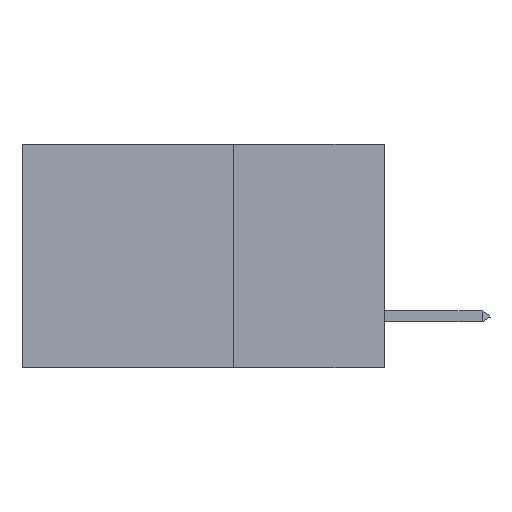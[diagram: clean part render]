
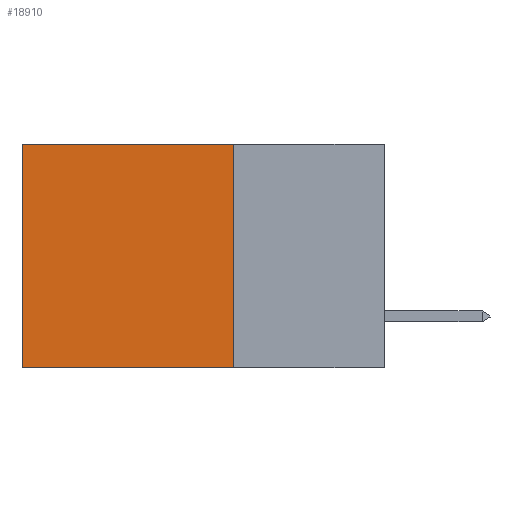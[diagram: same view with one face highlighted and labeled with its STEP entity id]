
A CAD part, left-side view. The second image highlights one B-rep face of the part: STEP entity #18910.
In plain terms, the highlighted planar face has unit normal (-1, 0, 0).
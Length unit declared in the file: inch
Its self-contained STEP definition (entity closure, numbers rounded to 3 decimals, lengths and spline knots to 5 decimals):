
#1185 = PLANE ( 'NONE',  #1410 ) ;
#1410 = AXIS2_PLACEMENT_3D ( 'NONE', #19732, #9752, #21429 ) ;
#2456 = CARTESIAN_POINT ( 'NONE',  ( 0.2875, 0.25, -0.37 ) ) ;
#3984 = CARTESIAN_POINT ( 'NONE',  ( 0.2875, 0.25, 0. ) ) ;
#4158 = DIRECTION ( 'NONE',  ( 0., 1., 0. ) ) ;
#4498 = EDGE_LOOP ( 'NONE', ( #20555, #16313, #12275, #17767 ) ) ;
#4506 = LINE ( 'NONE', #3984, #8516 ) ;
#6032 = CARTESIAN_POINT ( 'NONE',  ( 0.2875, 0.6, 0. ) ) ;
#6401 = VECTOR ( 'NONE', #4158, 39.37008 ) ;
#6940 = LINE ( 'NONE', #2456, #6401 ) ;
#7388 = VERTEX_POINT ( 'NONE', #21513 ) ;
#8293 = CARTESIAN_POINT ( 'NONE',  ( 0.2875, 0.25, 0. ) ) ;
#8363 = EDGE_CURVE ( 'NONE', #10407, #8925, #4506, .T. ) ;
#8516 = VECTOR ( 'NONE', #20835, 39.37008 ) ;
#8691 = VERTEX_POINT ( 'NONE', #19942 ) ;
#8925 = VERTEX_POINT ( 'NONE', #12320 ) ;
#9192 = CARTESIAN_POINT ( 'NONE',  ( 0.2875, 0.25, 0. ) ) ;
#9752 = DIRECTION ( 'NONE',  ( 1., 0., 0. ) ) ;
#10407 = VERTEX_POINT ( 'NONE', #9192 ) ;
#10672 = EDGE_CURVE ( 'NONE', #10407, #8691, #12187, .T. ) ;
#11666 = VECTOR ( 'NONE', #18341, 39.37008 ) ;
#12187 = LINE ( 'NONE', #8293, #11666 ) ;
#12275 = ORIENTED_EDGE ( 'NONE', *, *, #8363, .F. ) ;
#12320 = CARTESIAN_POINT ( 'NONE',  ( 0.2875, 0.25, -0.37 ) ) ;
#13803 = VECTOR ( 'NONE', #16162, 39.37008 ) ;
#14320 = LINE ( 'NONE', #6032, #13803 ) ;
#14371 = FACE_OUTER_BOUND ( 'NONE', #4498, .T. ) ;
#14488 = EDGE_CURVE ( 'NONE', #8925, #7388, #6940, .T. ) ;
#15809 = EDGE_CURVE ( 'NONE', #8691, #7388, #14320, .T. ) ;
#16162 = DIRECTION ( 'NONE',  ( 0., 0., -1. ) ) ;
#16313 = ORIENTED_EDGE ( 'NONE', *, *, #14488, .F. ) ;
#17767 = ORIENTED_EDGE ( 'NONE', *, *, #10672, .T. ) ;
#18341 = DIRECTION ( 'NONE',  ( 0., 1., 0. ) ) ;
#18910 = ADVANCED_FACE ( 'NONE', ( #14371 ), #1185, .F. ) ;
#19732 = CARTESIAN_POINT ( 'NONE',  ( 0.2875, 0.25, 0. ) ) ;
#19942 = CARTESIAN_POINT ( 'NONE',  ( 0.2875, 0.6, 0. ) ) ;
#20555 = ORIENTED_EDGE ( 'NONE', *, *, #15809, .T. ) ;
#20835 = DIRECTION ( 'NONE',  ( 0., 0., -1. ) ) ;
#21429 = DIRECTION ( 'NONE',  ( 0., 0., -1. ) ) ;
#21513 = CARTESIAN_POINT ( 'NONE',  ( 0.2875, 0.6, -0.37 ) ) ;
